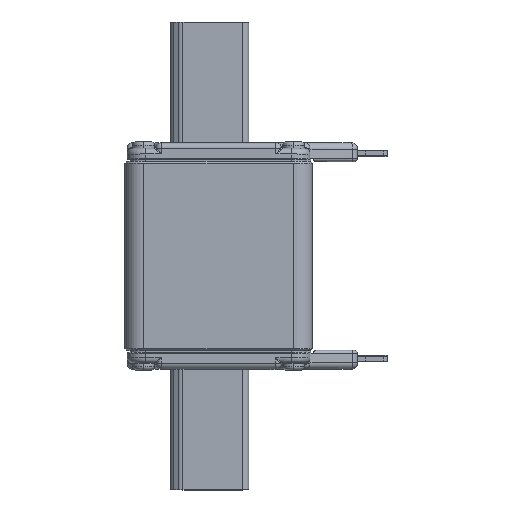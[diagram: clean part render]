
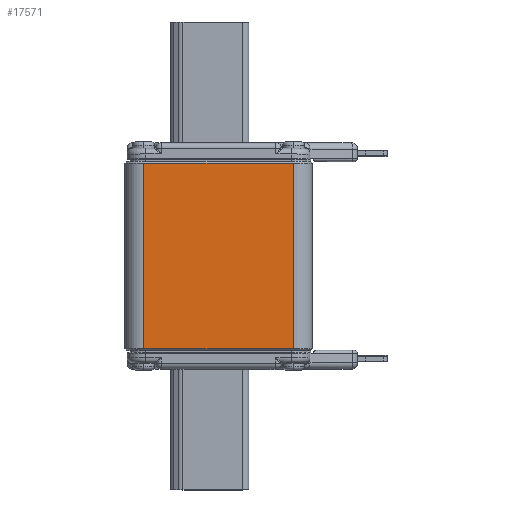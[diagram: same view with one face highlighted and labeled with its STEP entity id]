
A CAD part, top view. The second image highlights one B-rep face of the part: STEP entity #17571.
In plain terms, the highlighted planar face has unit normal (0, 0, 1).
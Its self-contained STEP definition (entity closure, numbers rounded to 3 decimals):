
#485 = DIRECTION ( 'NONE',  ( -1., 0., 0. ) ) ;
#600 = PLANE ( 'NONE',  #18551 ) ;
#914 = CARTESIAN_POINT ( 'NONE',  ( -25., -30.25, 26.5 ) ) ;
#985 = LINE ( 'NONE', #914, #14053 ) ;
#1831 = CARTESIAN_POINT ( 'NONE',  ( 23., -29.75, 26.5 ) ) ;
#2843 = CARTESIAN_POINT ( 'NONE',  ( -25., -29.75, 26.5 ) ) ;
#3445 = VERTEX_POINT ( 'NONE', #4700 ) ;
#4700 = CARTESIAN_POINT ( 'NONE',  ( 23., -29.75, 26.5 ) ) ;
#5157 = CARTESIAN_POINT ( 'NONE',  ( 23., -30.25, 26.5 ) ) ;
#5626 = EDGE_CURVE ( 'NONE', #3445, #6204, #15596, .T. ) ;
#5752 = DIRECTION ( 'NONE',  ( 0., 0., -1. ) ) ;
#5799 = EDGE_CURVE ( 'NONE', #6204, #20072, #17449, .T. ) ;
#5998 = DIRECTION ( 'NONE',  ( 0., -1., 0. ) ) ;
#6204 = VERTEX_POINT ( 'NONE', #8129 ) ;
#6819 = ORIENTED_EDGE ( 'NONE', *, *, #14533, .T. ) ;
#7082 = VECTOR ( 'NONE', #15345, 1000. ) ;
#7184 = ORIENTED_EDGE ( 'NONE', *, *, #21172, .T. ) ;
#7258 = CARTESIAN_POINT ( 'NONE',  ( -31., 29.75, 26.5 ) ) ;
#8129 = CARTESIAN_POINT ( 'NONE',  ( 23., 29.75, 26.5 ) ) ;
#9724 = LINE ( 'NONE', #1831, #21682 ) ;
#10094 = FACE_OUTER_BOUND ( 'NONE', #16370, .T. ) ;
#10504 = ORIENTED_EDGE ( 'NONE', *, *, #5626, .T. ) ;
#13748 = DIRECTION ( 'NONE',  ( 1., 0., 0. ) ) ;
#14036 = ORIENTED_EDGE ( 'NONE', *, *, #5799, .T. ) ;
#14053 = VECTOR ( 'NONE', #5998, 1000. ) ;
#14533 = EDGE_CURVE ( 'NONE', #15431, #3445, #9724, .T. ) ;
#15345 = DIRECTION ( 'NONE',  ( 0., 1., 0. ) ) ;
#15431 = VERTEX_POINT ( 'NONE', #2843 ) ;
#15596 = LINE ( 'NONE', #5157, #7082 ) ;
#15651 = CARTESIAN_POINT ( 'NONE',  ( -25., 29.75, 26.5 ) ) ;
#15933 = CARTESIAN_POINT ( 'NONE',  ( -31., -30.25, 26.5 ) ) ;
#16370 = EDGE_LOOP ( 'NONE', ( #10504, #14036, #7184, #6819 ) ) ;
#16963 = VECTOR ( 'NONE', #485, 1000. ) ;
#17449 = LINE ( 'NONE', #7258, #16963 ) ;
#17571 = ADVANCED_FACE ( 'NONE', ( #10094 ), #600, .F. ) ;
#17663 = DIRECTION ( 'NONE',  ( 1., 0., 0. ) ) ;
#18551 = AXIS2_PLACEMENT_3D ( 'NONE', #15933, #5752, #17663 ) ;
#20072 = VERTEX_POINT ( 'NONE', #15651 ) ;
#21172 = EDGE_CURVE ( 'NONE', #20072, #15431, #985, .T. ) ;
#21682 = VECTOR ( 'NONE', #13748, 1000. ) ;
